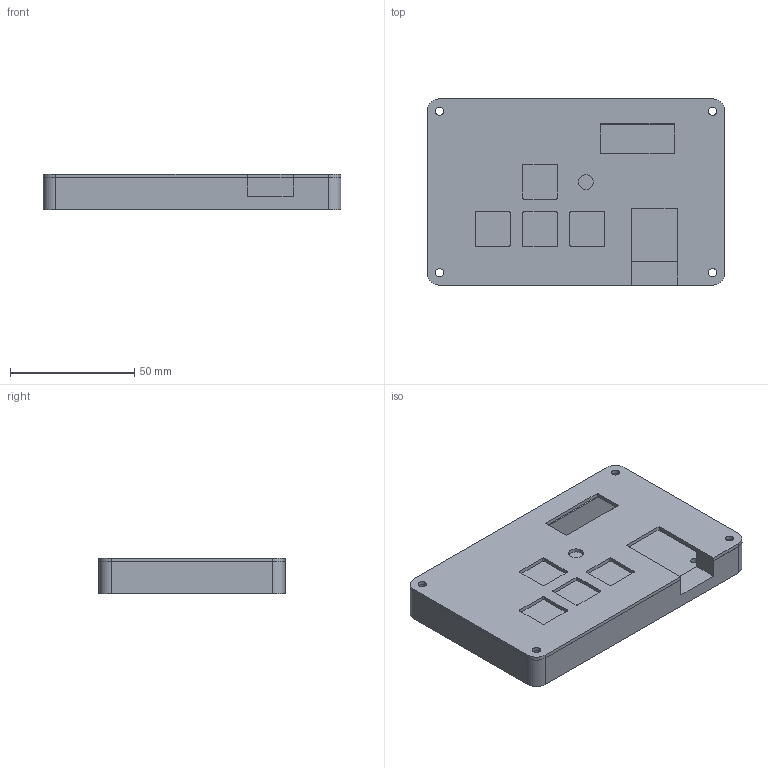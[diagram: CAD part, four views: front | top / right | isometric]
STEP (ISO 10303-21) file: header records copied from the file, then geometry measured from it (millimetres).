
FILE_DESCRIPTION(/* description */ (''),/* implementation_level */ '2;1');
FILE_NAME(/* name */ 'd7ea4205-538d-4ed4-98f7-51c4199694f6.stp',/* time_stamp */ '2025-12-22T22:08:38Z',/* author */ (''),/* organization */ (''),/* preprocessor_version */ 'ST-DEVELOPER v20.1',/* originating_system */ 'Autodesk Translation Framework v14.24.0.0',/* authorisation */ '');
FILE_SCHEMA (('AUTOMOTIVE_DESIGN { 1 0 10303 214 3 1 1 }'));
Length unit declared in the file: millimetre
Products named in the file (4): 2025-12-22-00-36-32-137; 2025-12-22-00-39-04-069; 2025-12-22-01-04-21-295; hackpadButMusicstl
Assembly tree (3 placements, depth 2):
  2025-12-22-00-36-32-137
    2025-12-22-00-39-04-069
    2025-12-22-01-04-21-295
    hackpadButMusicstl
Bounding box: 120.01 x 75.02 x 14.48 mm (x, y, z)
Volume: 69907.7 mm3; surface area: 42165.4 mm2
Topology: 2 solids, 2 shells, 288 faces, 795 edges, 530 vertices
Faces by surface type: bspline 137, plane 111, cylinder 40
Full cylindrical faces by diameter (mm): 2.9 x3, 3.4 x8, 6 x5
Entity records: 10601 total; most frequent: CARTESIAN_POINT 3949, ORIENTED_EDGE 1590, DIRECTION 917, EDGE_CURVE 795, VERTEX_POINT 530, LINE 441, VECTOR 441, EDGE_LOOP 335
